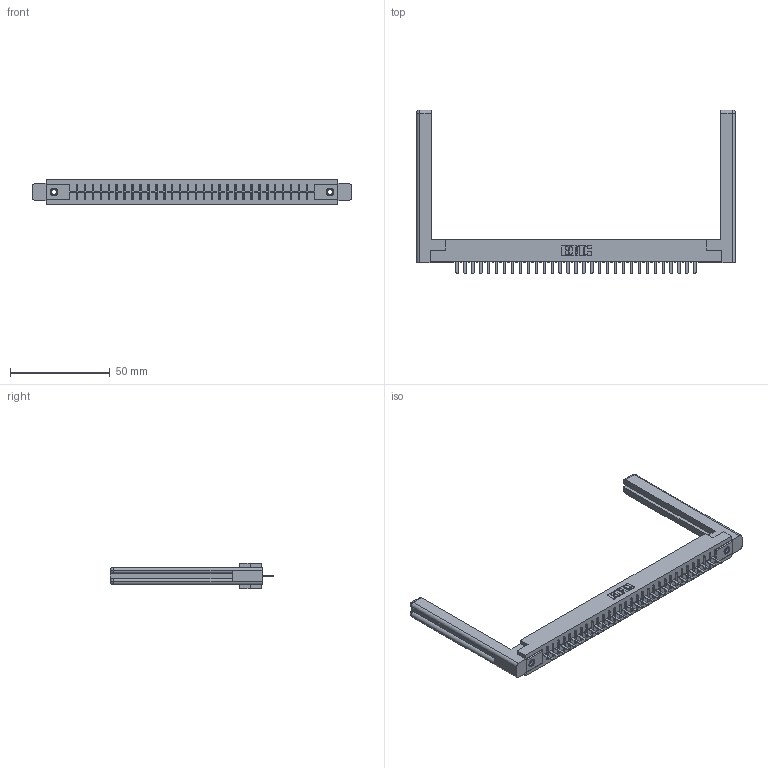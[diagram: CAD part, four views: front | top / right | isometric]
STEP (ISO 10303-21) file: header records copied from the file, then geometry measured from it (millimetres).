
FILE_DESCRIPTION (( 'STEP AP203' ), '1' );
FILE_NAME ('356-031-520-158.STEP', '2018-08-01T21:07:27', ( '' ), ( '' ), 'SwSTEP 2.0', 'SolidWorks 2016', '' );
FILE_SCHEMA (( 'CONFIG_CONTROL_DESIGN' ));
Length unit declared in the file: inch
Products named in the file (5): 345-250-001_345-250-001-102; 307-220-058; 356-031-520-158; 306 Part_.156 Dia; 306-290-001_120
Assembly tree (36 placements, depth 2):
  356-031-520-158
    306 Part_.156 Dia
    306-290-001_120  x31
    345-250-001_345-250-001-102  x2
    307-220-058  x2
Bounding box: 159.46 x 81.76 x 12.7 mm (x, y, z)
Volume: 24607.7 mm3; surface area: 23021.1 mm2
Topology: 36 solids, 36 shells, 2428 faces, 6777 edges, 4338 vertices
Faces by surface type: plane 1609, cylinder 671, sphere 124, cone 12, torus 12
Entity records: 32923 total; most frequent: CARTESIAN_POINT 5535, ORIENTED_EDGE 5428, DIRECTION 5414, EDGE_CURVE 2714, VECTOR 2112, LINE 2112, VERTEX_POINT 1718, AXIS2_PLACEMENT_3D 1651
